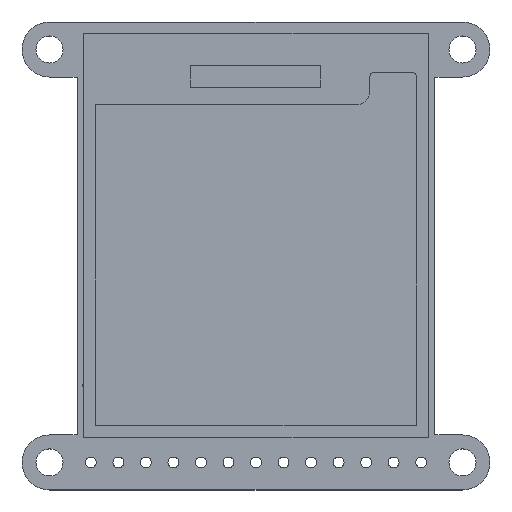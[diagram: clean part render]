
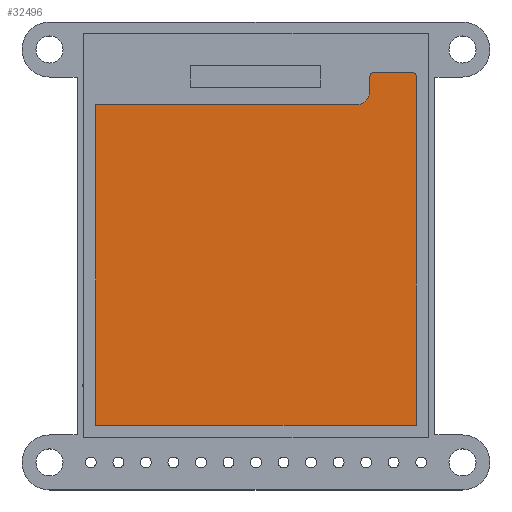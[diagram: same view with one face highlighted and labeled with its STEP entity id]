
A CAD part, top view. The second image highlights one B-rep face of the part: STEP entity #32496.
In plain terms, the highlighted planar face has unit normal (0, 0, 1).
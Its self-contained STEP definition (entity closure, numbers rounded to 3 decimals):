
#1355=PLANE('',#35115);
#2752=FACE_OUTER_BOUND('',#4749,.T.);
#4749=EDGE_LOOP('',(#26457,#26458,#26459,#26460,#26461,#26462,#26463,#26464,
#26465));
#7651=LINE('',#51429,#10957);
#7661=LINE('',#51457,#10967);
#7663=LINE('',#51462,#10969);
#7665=LINE('',#51465,#10971);
#7666=LINE('',#51467,#10972);
#7667=LINE('',#51469,#10973);
#10957=VECTOR('',#41982,10.);
#10967=VECTOR('',#42008,10.);
#10969=VECTOR('',#42012,10.);
#10971=VECTOR('',#42016,10.);
#10972=VECTOR('',#42019,10.);
#10973=VECTOR('',#42022,10.);
#12744=CIRCLE('',#35100,0.5);
#12748=CIRCLE('',#35107,0.5);
#12749=CIRCLE('',#35109,1.2);
#15106=VERTEX_POINT('',#51416);
#15107=VERTEX_POINT('',#51417);
#15111=VERTEX_POINT('',#51427);
#15118=VERTEX_POINT('',#51445);
#15119=VERTEX_POINT('',#51449);
#15120=VERTEX_POINT('',#51451);
#15121=VERTEX_POINT('',#51455);
#15122=VERTEX_POINT('',#51459);
#15123=VERTEX_POINT('',#51461);
#18994=EDGE_CURVE('',#15106,#15107,#12744,.T.);
#19000=EDGE_CURVE('',#15106,#15111,#7651,.T.);
#19008=EDGE_CURVE('',#15118,#15111,#12748,.T.);
#19011=EDGE_CURVE('',#15119,#15120,#12749,.T.);
#19014=EDGE_CURVE('',#15119,#15121,#7661,.T.);
#19016=EDGE_CURVE('',#15123,#15122,#7663,.T.);
#19018=EDGE_CURVE('',#15121,#15123,#7665,.T.);
#19019=EDGE_CURVE('',#15118,#15120,#7666,.T.);
#19020=EDGE_CURVE('',#15122,#15107,#7667,.T.);
#26457=ORIENTED_EDGE('',*,*,#18994,.F.);
#26458=ORIENTED_EDGE('',*,*,#19000,.T.);
#26459=ORIENTED_EDGE('',*,*,#19008,.F.);
#26460=ORIENTED_EDGE('',*,*,#19019,.T.);
#26461=ORIENTED_EDGE('',*,*,#19011,.F.);
#26462=ORIENTED_EDGE('',*,*,#19014,.T.);
#26463=ORIENTED_EDGE('',*,*,#19018,.T.);
#26464=ORIENTED_EDGE('',*,*,#19016,.T.);
#26465=ORIENTED_EDGE('',*,*,#19020,.T.);
#32496=ADVANCED_FACE('',(#2752),#1355,.T.);
#35100=AXIS2_PLACEMENT_3D('',#51418,#41972,#41973);
#35107=AXIS2_PLACEMENT_3D('',#51446,#41996,#41997);
#35109=AXIS2_PLACEMENT_3D('',#51452,#42002,#42003);
#35115=AXIS2_PLACEMENT_3D('',#51470,#42023,#42024);
#41972=DIRECTION('center_axis',(0.,0.,-1.));
#41973=DIRECTION('ref_axis',(-0.707,0.707,0.));
#41982=DIRECTION('',(0.,-1.,0.));
#41996=DIRECTION('center_axis',(0.,0.,-1.));
#41997=DIRECTION('ref_axis',(-0.707,-0.707,0.));
#42002=DIRECTION('center_axis',(0.,0.,1.));
#42003=DIRECTION('ref_axis',(0.707,0.707,0.));
#42008=DIRECTION('',(0.,-1.,0.));
#42012=DIRECTION('',(0.,1.,0.));
#42016=DIRECTION('',(1.,0.,0.));
#42019=DIRECTION('',(1.,0.,0.));
#42022=DIRECTION('',(-1.,0.,0.));
#42023=DIRECTION('center_axis',(0.,0.,1.));
#42024=DIRECTION('ref_axis',(0.,1.,0.));
#51416=CARTESIAN_POINT('',(-3.969,0.491,1.));
#51417=CARTESIAN_POINT('',(-3.469,0.991,1.));
#51418=CARTESIAN_POINT('Origin',(-3.469,0.491,1.));
#51427=CARTESIAN_POINT('',(-3.969,-2.809,1.));
#51429=CARTESIAN_POINT('',(-3.969,0.991,1.));
#51445=CARTESIAN_POINT('',(-3.469,-3.309,1.));
#51446=CARTESIAN_POINT('Origin',(-3.469,-2.809,1.));
#51449=CARTESIAN_POINT('',(-0.969,-4.509,1.));
#51451=CARTESIAN_POINT('',(-2.169,-3.309,1.));
#51452=CARTESIAN_POINT('Origin',(-2.169,-4.509,1.));
#51455=CARTESIAN_POINT('',(-0.969,-28.609,1.));
#51457=CARTESIAN_POINT('',(-0.969,-3.309,1.));
#51459=CARTESIAN_POINT('',(28.631,0.991,1.));
#51461=CARTESIAN_POINT('',(28.631,-28.609,1.));
#51462=CARTESIAN_POINT('',(28.631,-28.609,1.));
#51465=CARTESIAN_POINT('',(-0.969,-28.609,1.));
#51467=CARTESIAN_POINT('',(-3.969,-3.309,1.));
#51469=CARTESIAN_POINT('',(28.631,0.991,1.));
#51470=CARTESIAN_POINT('Origin',(12.331,-13.809,1.));
